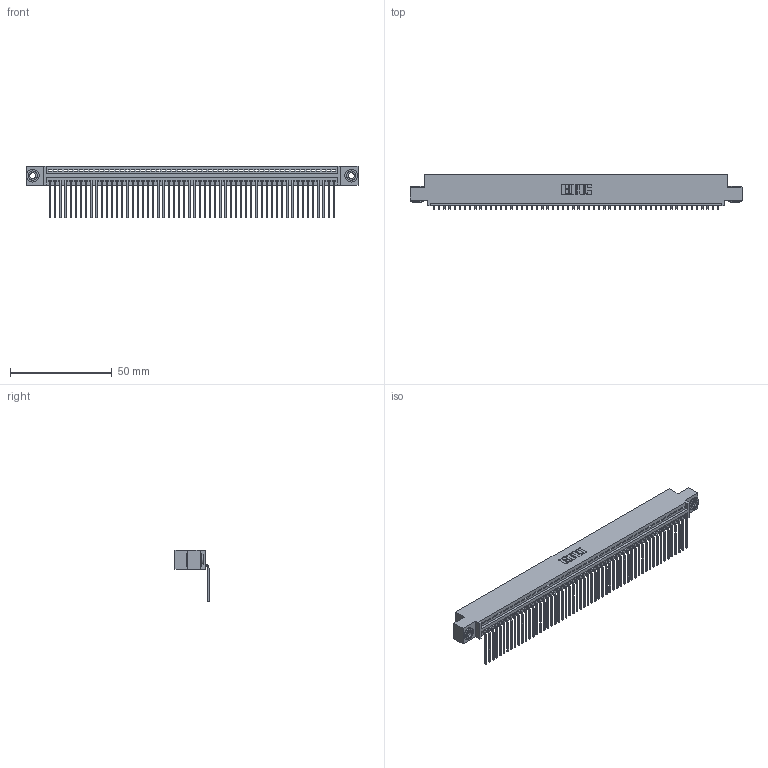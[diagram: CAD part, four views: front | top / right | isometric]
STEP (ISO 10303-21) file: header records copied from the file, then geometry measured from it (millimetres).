
FILE_DESCRIPTION (( 'STEP AP203' ), '1' );
FILE_NAME ('345-056-559-403.STEP', '2018-09-25T20:56:31', ( '' ), ( '' ), 'SwSTEP 2.0', 'SolidWorks 2016', '' );
FILE_SCHEMA (( 'CONFIG_CONTROL_DESIGN' ));
Length unit declared in the file: inch
Products named in the file (4): 345-292-001_558 559 Tail - 1; 345-250-002_345-250-002-102; 345 Part_0.110 Offset - 0.156 Dia-TH; 345-056-559-403
Assembly tree (59 placements, depth 2):
  345-056-559-403
    345 Part_0.110 Offset - 0.156 Dia-TH
    345-292-001_558 559 Tail - 1  x56
    345-250-002_345-250-002-102  x2
Bounding box: 163.45 x 16.75 x 25.53 mm (x, y, z)
Volume: 15771.8 mm3; surface area: 22542.4 mm2
Topology: 59 solids, 59 shells, 3528 faces, 10621 edges, 7002 vertices
Faces by surface type: plane 2446, cylinder 1074, cone 8
Entity records: 41128 total; most frequent: CARTESIAN_POINT 7103, ORIENTED_EDGE 7086, DIRECTION 6213, EDGE_CURVE 3543, VECTOR 3163, LINE 3163, VERTEX_POINT 2358, AXIS2_PLACEMENT_3D 1525
